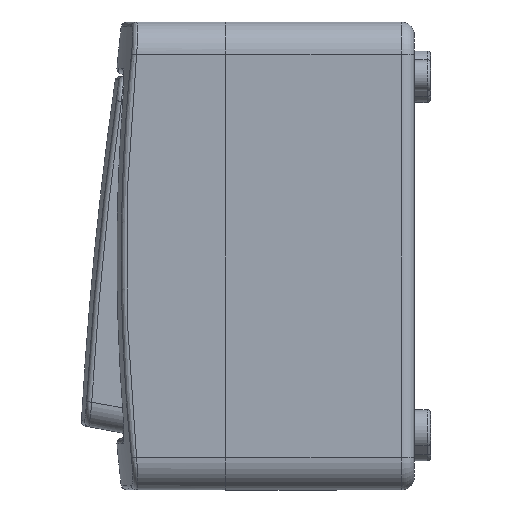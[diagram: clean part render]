
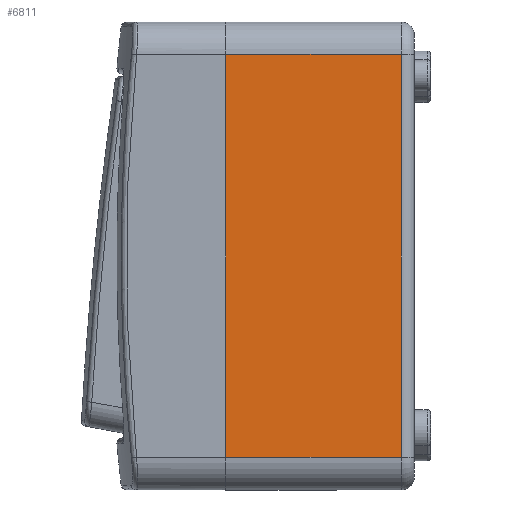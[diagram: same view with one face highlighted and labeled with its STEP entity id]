
A CAD part, left-side view. The second image highlights one B-rep face of the part: STEP entity #6811.
In plain terms, the highlighted planar face has unit normal (-1, 0, 0).
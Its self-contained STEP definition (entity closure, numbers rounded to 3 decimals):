
#21 = EDGE_CURVE ( 'NONE', #2584, #10472, #11702, .T. ) ;
#355 = EDGE_CURVE ( 'NONE', #2584, #13455, #5349, .T. ) ;
#369 = EDGE_CURVE ( 'NONE', #13455, #13985, #8258, .T. ) ;
#371 = EDGE_CURVE ( 'NONE', #13985, #10472, #1886, .T. ) ;
#1327 = FACE_OUTER_BOUND ( 'NONE', #13282, .T. ) ;
#1773 = ORIENTED_EDGE ( 'NONE', *, *, #21, .F. ) ;
#1886 = LINE ( 'NONE', #12031, #13360 ) ;
#2368 = DIRECTION ( 'NONE',  ( 0., 0., -1. ) ) ;
#2380 = DIRECTION ( 'NONE',  ( 1., 0., 0. ) ) ;
#2557 = CARTESIAN_POINT ( 'NONE',  ( -36., 29., 36. ) ) ;
#2584 = VERTEX_POINT ( 'NONE', #2956 ) ;
#2664 = PLANE ( 'NONE',  #4724 ) ;
#2956 = CARTESIAN_POINT ( 'NONE',  ( -36., 29., -31. ) ) ;
#4568 = DIRECTION ( 'NONE',  ( 0., 0., 1. ) ) ;
#4580 = CARTESIAN_POINT ( 'NONE',  ( -36., 2., 31. ) ) ;
#4724 = AXIS2_PLACEMENT_3D ( 'NONE', #2557, #2380, #2368 ) ;
#5349 = LINE ( 'NONE', #12229, #5707 ) ;
#5586 = CARTESIAN_POINT ( 'NONE',  ( -36., 29., 36. ) ) ;
#5707 = VECTOR ( 'NONE', #12339, 1000. ) ;
#5849 = ORIENTED_EDGE ( 'NONE', *, *, #355, .T. ) ;
#6811 = ADVANCED_FACE ( 'NONE', ( #1327 ), #2664, .F. ) ;
#8256 = CARTESIAN_POINT ( 'NONE',  ( -36., 2., -31. ) ) ;
#8258 = LINE ( 'NONE', #12189, #10851 ) ;
#8791 = VECTOR ( 'NONE', #4568, 1000. ) ;
#8959 = ORIENTED_EDGE ( 'NONE', *, *, #369, .T. ) ;
#10472 = VERTEX_POINT ( 'NONE', #11073 ) ;
#10851 = VECTOR ( 'NONE', #12208, 1000. ) ;
#11073 = CARTESIAN_POINT ( 'NONE',  ( -36., 29., 31. ) ) ;
#11279 = ORIENTED_EDGE ( 'NONE', *, *, #371, .T. ) ;
#11702 = LINE ( 'NONE', #5586, #8791 ) ;
#12015 = DIRECTION ( 'NONE',  ( 0., 1., 0. ) ) ;
#12031 = CARTESIAN_POINT ( 'NONE',  ( -36., 29., 31. ) ) ;
#12189 = CARTESIAN_POINT ( 'NONE',  ( -36., 2., 36. ) ) ;
#12208 = DIRECTION ( 'NONE',  ( 0., 0., 1. ) ) ;
#12229 = CARTESIAN_POINT ( 'NONE',  ( -36., 29., -31. ) ) ;
#12339 = DIRECTION ( 'NONE',  ( 0., -1., 0. ) ) ;
#13282 = EDGE_LOOP ( 'NONE', ( #5849, #8959, #11279, #1773 ) ) ;
#13360 = VECTOR ( 'NONE', #12015, 1000. ) ;
#13455 = VERTEX_POINT ( 'NONE', #8256 ) ;
#13985 = VERTEX_POINT ( 'NONE', #4580 ) ;
